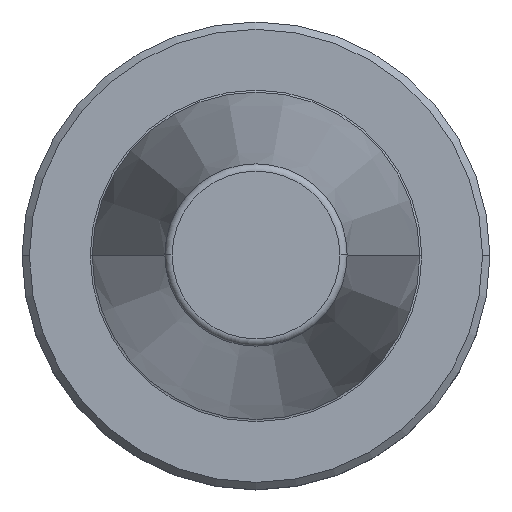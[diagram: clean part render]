
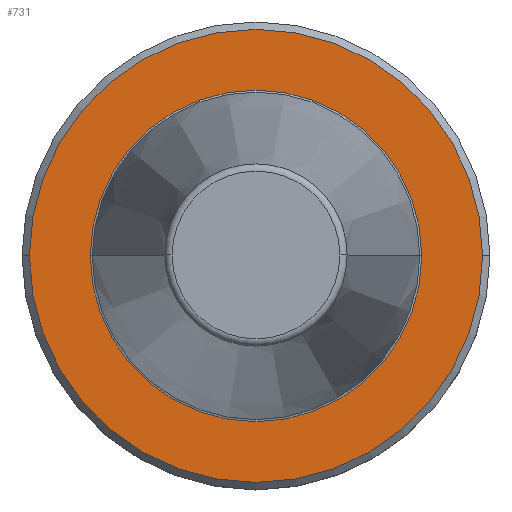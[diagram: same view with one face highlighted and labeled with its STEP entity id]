
A CAD part, top view. The second image highlights one B-rep face of the part: STEP entity #731.
In plain terms, the highlighted planar face has unit normal (0, 0, 1).
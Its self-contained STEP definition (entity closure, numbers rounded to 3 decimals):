
#18 = DIRECTION ( 'NONE',  ( 1., 0., 0. ) ) ;
#41 = CIRCLE ( 'NONE', #435, 30.75 ) ;
#50 = EDGE_LOOP ( 'NONE', ( #449, #429 ) ) ;
#93 = EDGE_CURVE ( 'NONE', #804, #1166, #414, .T. ) ;
#121 = DIRECTION ( 'NONE',  ( 0., 0., 1. ) ) ;
#141 = ORIENTED_EDGE ( 'NONE', *, *, #93, .F. ) ;
#150 = FACE_BOUND ( 'NONE', #345, .T. ) ;
#215 = CARTESIAN_POINT ( 'NONE',  ( 0., 0., 90.2 ) ) ;
#245 = DIRECTION ( 'NONE',  ( 1., 0., 0. ) ) ;
#291 = VERTEX_POINT ( 'NONE', #840 ) ;
#302 = EDGE_CURVE ( 'NONE', #1166, #804, #443, .T. ) ;
#345 = EDGE_LOOP ( 'NONE', ( #141, #418 ) ) ;
#414 = CIRCLE ( 'NONE', #1248, 22.5 ) ;
#418 = ORIENTED_EDGE ( 'NONE', *, *, #302, .F. ) ;
#429 = ORIENTED_EDGE ( 'NONE', *, *, #678, .T. ) ;
#435 = AXIS2_PLACEMENT_3D ( 'NONE', #686, #121, #18 ) ;
#443 = CIRCLE ( 'NONE', #549, 22.5 ) ;
#449 = ORIENTED_EDGE ( 'NONE', *, *, #930, .T. ) ;
#458 = FACE_OUTER_BOUND ( 'NONE', #50, .T. ) ;
#500 = CARTESIAN_POINT ( 'NONE',  ( 22.5, 0., 90.2 ) ) ;
#548 = DIRECTION ( 'NONE',  ( 0., 0., 1. ) ) ;
#549 = AXIS2_PLACEMENT_3D ( 'NONE', #1172, #1033, #1028 ) ;
#555 = AXIS2_PLACEMENT_3D ( 'NONE', #718, #1235, #245 ) ;
#646 = CIRCLE ( 'NONE', #555, 30.75 ) ;
#678 = EDGE_CURVE ( 'NONE', #779, #291, #646, .T. ) ;
#686 = CARTESIAN_POINT ( 'NONE',  ( 0., 0., 90.2 ) ) ;
#718 = CARTESIAN_POINT ( 'NONE',  ( 0., 0., 90.2 ) ) ;
#731 = ADVANCED_FACE ( 'NONE', ( #150, #458 ), #817, .F. ) ;
#748 = DIRECTION ( 'NONE',  ( -1., 0., 0. ) ) ;
#779 = VERTEX_POINT ( 'NONE', #931 ) ;
#804 = VERTEX_POINT ( 'NONE', #500 ) ;
#817 = PLANE ( 'NONE',  #1175 ) ;
#840 = CARTESIAN_POINT ( 'NONE',  ( -30.75, 0., 90.2 ) ) ;
#872 = DIRECTION ( 'NONE',  ( 1., 0., 0. ) ) ;
#930 = EDGE_CURVE ( 'NONE', #291, #779, #41, .T. ) ;
#931 = CARTESIAN_POINT ( 'NONE',  ( 30.75, 0., 90.2 ) ) ;
#1028 = DIRECTION ( 'NONE',  ( 1., 0., 0. ) ) ;
#1033 = DIRECTION ( 'NONE',  ( 0., 0., 1. ) ) ;
#1057 = CARTESIAN_POINT ( 'NONE',  ( 0., 30.75, 90.2 ) ) ;
#1166 = VERTEX_POINT ( 'NONE', #1194 ) ;
#1172 = CARTESIAN_POINT ( 'NONE',  ( 0., 0., 90.2 ) ) ;
#1175 = AXIS2_PLACEMENT_3D ( 'NONE', #1057, #1196, #748 ) ;
#1194 = CARTESIAN_POINT ( 'NONE',  ( -22.5, 0., 90.2 ) ) ;
#1196 = DIRECTION ( 'NONE',  ( 0., 0., -1. ) ) ;
#1235 = DIRECTION ( 'NONE',  ( 0., 0., 1. ) ) ;
#1248 = AXIS2_PLACEMENT_3D ( 'NONE', #215, #548, #872 ) ;
